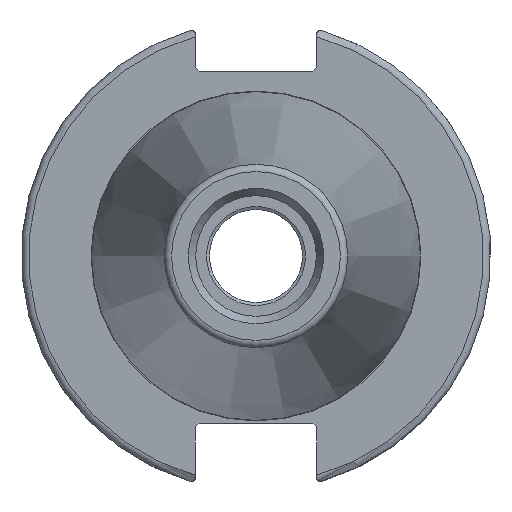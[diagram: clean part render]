
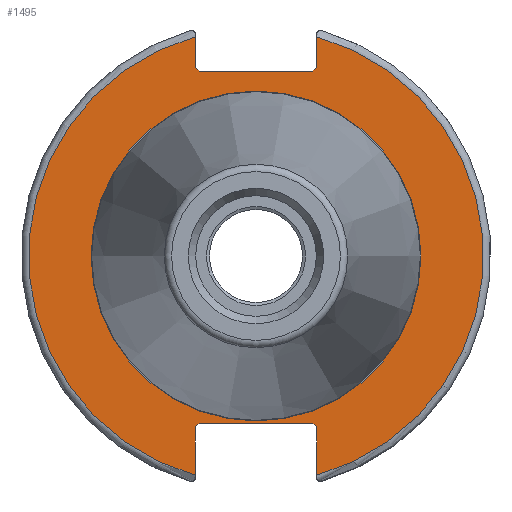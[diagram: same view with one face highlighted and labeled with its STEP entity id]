
A CAD part, left-side view. The second image highlights one B-rep face of the part: STEP entity #1495.
In plain terms, the highlighted planar face has unit normal (-1, 0, 0).
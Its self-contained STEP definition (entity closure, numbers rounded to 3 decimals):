
#117=FACE_BOUND('',#297,.T.);
#132=PLANE('',#1677);
#203=FACE_OUTER_BOUND('',#296,.T.);
#296=EDGE_LOOP('',(#1069,#1070,#1071,#1072,#1073,#1074,#1075,#1076,#1077,
#1078,#1079,#1080));
#297=EDGE_LOOP('',(#1081));
#394=LINE('',#2336,#493);
#395=LINE('',#2338,#494);
#396=LINE('',#2340,#495);
#397=LINE('',#2342,#496);
#398=LINE('',#2344,#497);
#399=LINE('',#2348,#498);
#400=LINE('',#2350,#499);
#401=LINE('',#2352,#500);
#402=LINE('',#2354,#501);
#403=LINE('',#2355,#502);
#493=VECTOR('',#1897,10.);
#494=VECTOR('',#1898,10.);
#495=VECTOR('',#1899,10.);
#496=VECTOR('',#1900,10.);
#497=VECTOR('',#1901,10.);
#498=VECTOR('',#1904,10.);
#499=VECTOR('',#1905,10.);
#500=VECTOR('',#1906,10.);
#501=VECTOR('',#1907,10.);
#502=VECTOR('',#1908,10.);
#599=CIRCLE('',#1675,22.3);
#601=CIRCLE('',#1678,30.75);
#602=CIRCLE('',#1679,30.75);
#674=VERTEX_POINT('',#2327);
#675=VERTEX_POINT('',#2332);
#676=VERTEX_POINT('',#2333);
#677=VERTEX_POINT('',#2335);
#678=VERTEX_POINT('',#2337);
#679=VERTEX_POINT('',#2339);
#680=VERTEX_POINT('',#2341);
#681=VERTEX_POINT('',#2343);
#682=VERTEX_POINT('',#2345);
#683=VERTEX_POINT('',#2347);
#684=VERTEX_POINT('',#2349);
#685=VERTEX_POINT('',#2351);
#686=VERTEX_POINT('',#2353);
#827=EDGE_CURVE('',#674,#674,#599,.T.);
#829=EDGE_CURVE('',#675,#676,#601,.T.);
#830=EDGE_CURVE('',#675,#677,#394,.T.);
#831=EDGE_CURVE('',#678,#677,#395,.T.);
#832=EDGE_CURVE('',#678,#679,#396,.T.);
#833=EDGE_CURVE('',#680,#679,#397,.T.);
#834=EDGE_CURVE('',#680,#681,#398,.T.);
#835=EDGE_CURVE('',#682,#681,#602,.T.);
#836=EDGE_CURVE('',#682,#683,#399,.T.);
#837=EDGE_CURVE('',#684,#683,#400,.T.);
#838=EDGE_CURVE('',#684,#685,#401,.T.);
#839=EDGE_CURVE('',#686,#685,#402,.T.);
#840=EDGE_CURVE('',#686,#676,#403,.T.);
#1069=ORIENTED_EDGE('',*,*,#829,.F.);
#1070=ORIENTED_EDGE('',*,*,#830,.T.);
#1071=ORIENTED_EDGE('',*,*,#831,.F.);
#1072=ORIENTED_EDGE('',*,*,#832,.T.);
#1073=ORIENTED_EDGE('',*,*,#833,.F.);
#1074=ORIENTED_EDGE('',*,*,#834,.T.);
#1075=ORIENTED_EDGE('',*,*,#835,.F.);
#1076=ORIENTED_EDGE('',*,*,#836,.T.);
#1077=ORIENTED_EDGE('',*,*,#837,.F.);
#1078=ORIENTED_EDGE('',*,*,#838,.T.);
#1079=ORIENTED_EDGE('',*,*,#839,.F.);
#1080=ORIENTED_EDGE('',*,*,#840,.T.);
#1081=ORIENTED_EDGE('',*,*,#827,.F.);
#1495=ADVANCED_FACE('',(#203,#117),#132,.T.);
#1675=AXIS2_PLACEMENT_3D('',#2329,#1889,#1890);
#1677=AXIS2_PLACEMENT_3D('',#2331,#1893,#1894);
#1678=AXIS2_PLACEMENT_3D('',#2334,#1895,#1896);
#1679=AXIS2_PLACEMENT_3D('',#2346,#1902,#1903);
#1889=DIRECTION('center_axis',(-1.,0.,0.));
#1890=DIRECTION('ref_axis',(0.,-1.,0.));
#1893=DIRECTION('center_axis',(-1.,0.,0.));
#1894=DIRECTION('ref_axis',(0.,0.,1.));
#1895=DIRECTION('center_axis',(1.,0.,0.));
#1896=DIRECTION('ref_axis',(0.,-1.,0.));
#1897=DIRECTION('',(0.,0.,-1.));
#1898=DIRECTION('',(0.,-0.707,0.707));
#1899=DIRECTION('',(0.,1.,0.));
#1900=DIRECTION('',(0.,-0.707,-0.707));
#1901=DIRECTION('',(0.,0.,1.));
#1902=DIRECTION('center_axis',(1.,0.,0.));
#1903=DIRECTION('ref_axis',(0.,1.,0.));
#1904=DIRECTION('',(0.,0.,1.));
#1905=DIRECTION('',(0.,0.707,-0.707));
#1906=DIRECTION('',(0.,-1.,0.));
#1907=DIRECTION('',(0.,0.707,0.707));
#1908=DIRECTION('',(0.,0.,-1.));
#2327=CARTESIAN_POINT('',(3.175,0.,22.3));
#2329=CARTESIAN_POINT('Origin',(3.175,0.,0.));
#2331=CARTESIAN_POINT('Origin',(3.175,31.75,0.));
#2332=CARTESIAN_POINT('',(3.175,-8.19,29.639));
#2333=CARTESIAN_POINT('',(3.175,-8.19,-29.639));
#2334=CARTESIAN_POINT('Origin',(3.175,0.,0.));
#2335=CARTESIAN_POINT('',(3.175,-8.19,25.5));
#2336=CARTESIAN_POINT('',(3.175,-8.19,12.5));
#2337=CARTESIAN_POINT('',(3.175,-7.69,25.));
#2338=CARTESIAN_POINT('',(3.175,8.295,9.015));
#2339=CARTESIAN_POINT('',(3.175,7.69,25.));
#2340=CARTESIAN_POINT('',(3.175,15.875,25.));
#2341=CARTESIAN_POINT('',(3.175,8.19,25.5));
#2342=CARTESIAN_POINT('',(3.175,7.58,24.89));
#2343=CARTESIAN_POINT('',(3.175,8.19,29.639));
#2344=CARTESIAN_POINT('',(3.175,8.19,12.5));
#2345=CARTESIAN_POINT('',(3.175,8.19,-29.639));
#2346=CARTESIAN_POINT('Origin',(3.175,0.,0.));
#2347=CARTESIAN_POINT('',(3.175,8.19,-23.1));
#2348=CARTESIAN_POINT('',(3.175,8.19,-11.3));
#2349=CARTESIAN_POINT('',(3.175,7.69,-22.6));
#2350=CARTESIAN_POINT('',(3.175,8.18,-23.09));
#2351=CARTESIAN_POINT('',(3.175,-7.69,-22.6));
#2352=CARTESIAN_POINT('',(3.175,15.875,-22.6));
#2353=CARTESIAN_POINT('',(3.175,-8.19,-23.1));
#2354=CARTESIAN_POINT('',(3.175,7.695,-7.215));
#2355=CARTESIAN_POINT('',(3.175,-8.19,-11.3));
